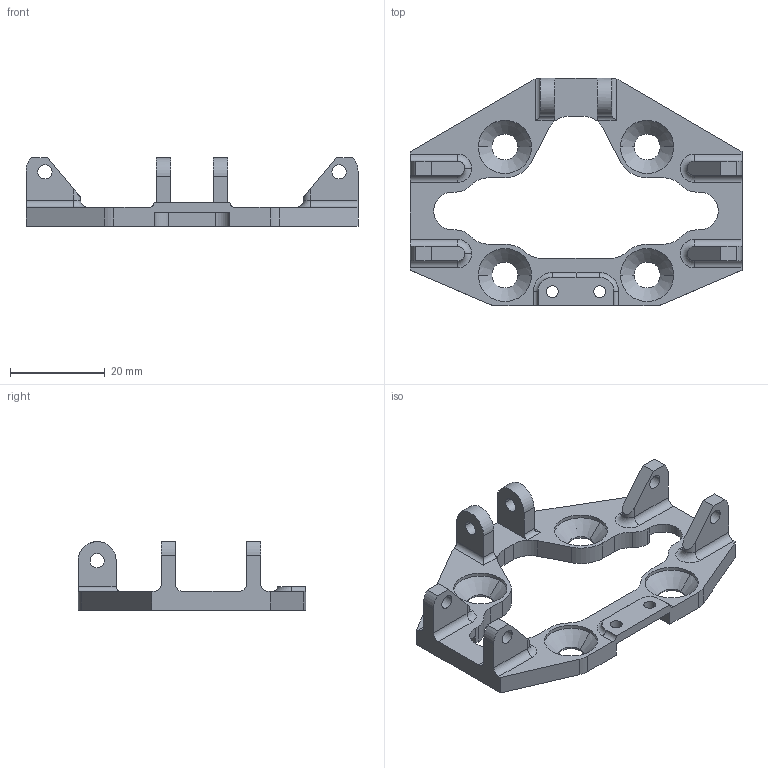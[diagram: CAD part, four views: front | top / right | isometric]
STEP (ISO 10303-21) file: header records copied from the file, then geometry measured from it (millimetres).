
FILE_DESCRIPTION (( 'STEP AP203' ), '1' );
FILE_NAME ('Race-p-05_B.STEP', '2021-01-15T10:49:13', ( '' ), ( '' ), 'SwSTEP 2.0', 'SolidWorks 2018', '' );
FILE_SCHEMA (( 'CONFIG_CONTROL_DESIGN' ));
Length unit declared in the file: millimetre
Products named in the file (1): Race-p-05_B
Bounding box: 70 x 48 x 14.5 mm (x, y, z)
Volume: 6823.9 mm3; surface area: 6845.1 mm2
Topology: 1 solids, 1 shells, 198 faces, 542 edges, 350 vertices
Faces by surface type: cylinder 105, plane 77, cone 8, torus 8
Entity records: 6452 total; most frequent: DIRECTION 1141, CARTESIAN_POINT 1139, ORIENTED_EDGE 1084, EDGE_CURVE 542, AXIS2_PLACEMENT_3D 412, VERTEX_POINT 350, VECTOR 317, LINE 317
